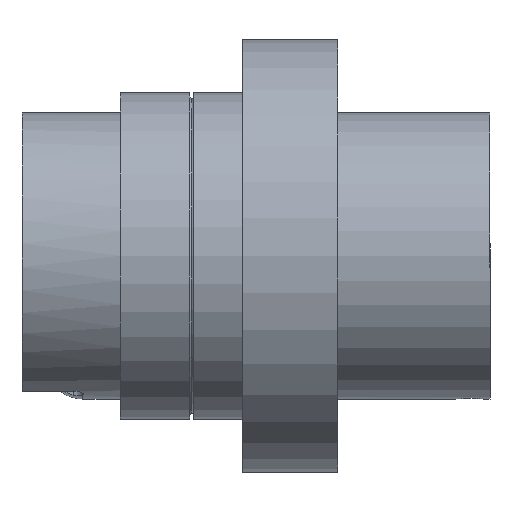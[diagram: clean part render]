
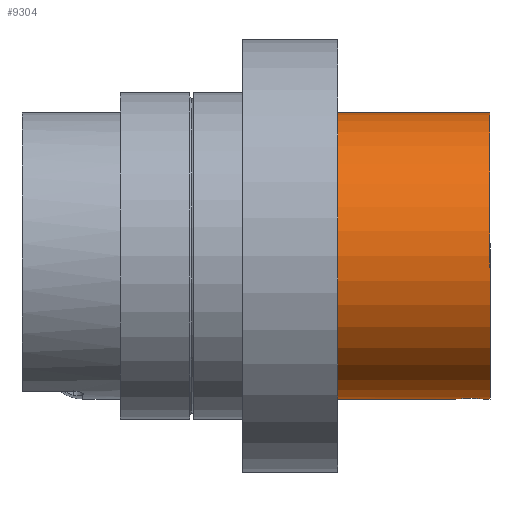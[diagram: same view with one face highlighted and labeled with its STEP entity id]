
A CAD part, top view. The second image highlights one B-rep face of the part: STEP entity #9304.
In plain terms, the highlighted cylindrical face has radius 7 mm (diameter 14 mm), a partial arc.
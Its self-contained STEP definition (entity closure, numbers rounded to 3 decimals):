
#465 = CARTESIAN_POINT ( 'NONE',  ( -8.95, -7., 0. ) ) ;
#596 = CARTESIAN_POINT ( 'NONE',  ( -0.877, 6.963, -0.716 ) ) ;
#605 = CARTESIAN_POINT ( 'NONE',  ( -8.95, 0., 0. ) ) ;
#743 = FACE_OUTER_BOUND ( 'NONE', #5144, .T. ) ;
#913 = CARTESIAN_POINT ( 'NONE',  ( -1.7, 7., -0.173 ) ) ;
#942 = B_SPLINE_CURVE_WITH_KNOTS ( 'NONE', 3,
 ( #9327, #596, #6038, #2788, #10434, #3908 ),
 .UNSPECIFIED., .F., .F.,
 ( 4, 2, 4 ),
 ( 0.001, 0.002, 0.002 ),
 .UNSPECIFIED. ) ;
#984 = EDGE_CURVE ( 'NONE', #7328, #9083, #942, .T. ) ;
#1238 = EDGE_CURVE ( 'NONE', #9083, #4197, #12287, .T. ) ;
#1431 = EDGE_CURVE ( 'NONE', #5243, #4197, #7988, .T. ) ;
#1435 = VERTEX_POINT ( 'NONE', #8674 ) ;
#1666 = CIRCLE ( 'NONE', #5398, 7. ) ;
#1728 = DIRECTION ( 'NONE',  ( 0., 1., 0. ) ) ;
#2788 = CARTESIAN_POINT ( 'NONE',  ( -0.386, 6.99, -0.388 ) ) ;
#2796 = DIRECTION ( 'NONE',  ( 1., 0., 0. ) ) ;
#3204 = LINE ( 'NONE', #7262, #8672 ) ;
#3421 = EDGE_CURVE ( 'NONE', #1435, #7328, #8805, .T. ) ;
#3531 = DIRECTION ( 'NONE',  ( 0., 1., 0. ) ) ;
#3784 = VECTOR ( 'NONE', #5264, 1000. ) ;
#3817 = ORIENTED_EDGE ( 'NONE', *, *, #6191, .T. ) ;
#3908 = CARTESIAN_POINT ( 'NONE',  ( -0.3, 7., 0. ) ) ;
#4197 = VERTEX_POINT ( 'NONE', #12775 ) ;
#5144 = EDGE_LOOP ( 'NONE', ( #8316, #3817, #8111, #13196, #11280, #13539, #10884 ) ) ;
#5237 = AXIS2_PLACEMENT_3D ( 'NONE', #12706, #6142, #13784 ) ;
#5243 = VERTEX_POINT ( 'NONE', #14051 ) ;
#5264 = DIRECTION ( 'NONE',  ( 1., 0., 0. ) ) ;
#5302 = CARTESIAN_POINT ( 'NONE',  ( -1.634, 6.993, -0.342 ) ) ;
#5398 = AXIS2_PLACEMENT_3D ( 'NONE', #605, #8252, #1728 ) ;
#5609 = CARTESIAN_POINT ( 'NONE',  ( -0.3, 7., 0. ) ) ;
#6038 = CARTESIAN_POINT ( 'NONE',  ( -0.676, 6.971, -0.65 ) ) ;
#6142 = DIRECTION ( 'NONE',  ( 1., 0., 0. ) ) ;
#6191 = EDGE_CURVE ( 'NONE', #11353, #11089, #1666, .T. ) ;
#6202 = CYLINDRICAL_SURFACE ( 'NONE', #13545, 7. ) ;
#6400 = CARTESIAN_POINT ( 'NONE',  ( -1.24, 6.967, -0.679 ) ) ;
#6514 = VECTOR ( 'NONE', #12839, 1000. ) ;
#7262 = CARTESIAN_POINT ( 'NONE',  ( 0., -7., 0. ) ) ;
#7328 = VERTEX_POINT ( 'NONE', #13662 ) ;
#7427 = CARTESIAN_POINT ( 'NONE',  ( 0., 7., 0. ) ) ;
#7988 = CIRCLE ( 'NONE', #5237, 7. ) ;
#8111 = ORIENTED_EDGE ( 'NONE', *, *, #9726, .T. ) ;
#8252 = DIRECTION ( 'NONE',  ( 1., 0., 0. ) ) ;
#8316 = ORIENTED_EDGE ( 'NONE', *, *, #11421, .F. ) ;
#8672 = VECTOR ( 'NONE', #2796, 1000. ) ;
#8674 = CARTESIAN_POINT ( 'NONE',  ( -1.7, 7., 0. ) ) ;
#8805 = B_SPLINE_CURVE_WITH_KNOTS ( 'NONE', 3,
 ( #9642, #913, #5302, #12960, #6400, #14039 ),
 .UNSPECIFIED., .F., .F.,
 ( 4, 2, 4 ),
 ( 0., 0.001, 0.001 ),
 .UNSPECIFIED. ) ;
#9083 = VERTEX_POINT ( 'NONE', #5609 ) ;
#9304 = ADVANCED_FACE ( 'NONE', ( #743 ), #6202, .T. ) ;
#9327 = CARTESIAN_POINT ( 'NONE',  ( -1.07, 6.965, -0.696 ) ) ;
#9642 = CARTESIAN_POINT ( 'NONE',  ( -1.7, 7., 0. ) ) ;
#9726 = EDGE_CURVE ( 'NONE', #11089, #1435, #12159, .T. ) ;
#9902 = DIRECTION ( 'NONE',  ( 1., 0., 0. ) ) ;
#10434 = CARTESIAN_POINT ( 'NONE',  ( -0.3, 7., -0.194 ) ) ;
#10884 = ORIENTED_EDGE ( 'NONE', *, *, #1431, .F. ) ;
#11089 = VERTEX_POINT ( 'NONE', #12098 ) ;
#11280 = ORIENTED_EDGE ( 'NONE', *, *, #984, .T. ) ;
#11353 = VERTEX_POINT ( 'NONE', #465 ) ;
#11421 = EDGE_CURVE ( 'NONE', #11353, #5243, #3204, .T. ) ;
#12098 = CARTESIAN_POINT ( 'NONE',  ( -8.95, 7., 0. ) ) ;
#12159 = LINE ( 'NONE', #7427, #3784 ) ;
#12277 = CARTESIAN_POINT ( 'NONE',  ( 0., 0., 0. ) ) ;
#12287 = LINE ( 'NONE', #13916, #6514 ) ;
#12706 = CARTESIAN_POINT ( 'NONE',  ( 0., 0., 0. ) ) ;
#12775 = CARTESIAN_POINT ( 'NONE',  ( 0., 7., 0. ) ) ;
#12839 = DIRECTION ( 'NONE',  ( 1., 0., 0. ) ) ;
#12960 = CARTESIAN_POINT ( 'NONE',  ( -1.404, 6.976, -0.597 ) ) ;
#13196 = ORIENTED_EDGE ( 'NONE', *, *, #3421, .T. ) ;
#13539 = ORIENTED_EDGE ( 'NONE', *, *, #1238, .T. ) ;
#13545 = AXIS2_PLACEMENT_3D ( 'NONE', #12277, #9902, #3531 ) ;
#13662 = CARTESIAN_POINT ( 'NONE',  ( -1.07, 6.965, -0.696 ) ) ;
#13784 = DIRECTION ( 'NONE',  ( 0., 1., 0. ) ) ;
#13916 = CARTESIAN_POINT ( 'NONE',  ( 0., 7., 0. ) ) ;
#14039 = CARTESIAN_POINT ( 'NONE',  ( -1.07, 6.965, -0.696 ) ) ;
#14051 = CARTESIAN_POINT ( 'NONE',  ( 0., -7., 0. ) ) ;
